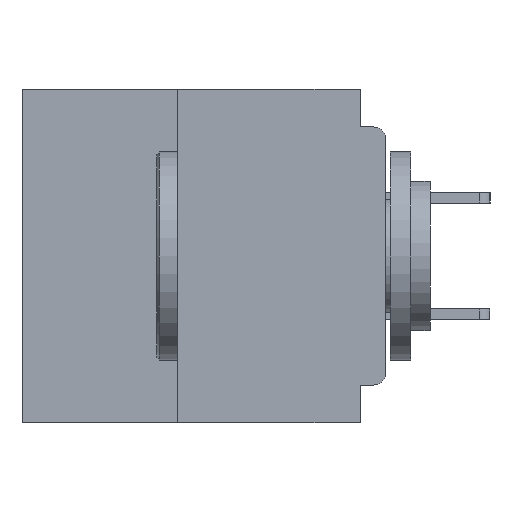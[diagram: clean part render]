
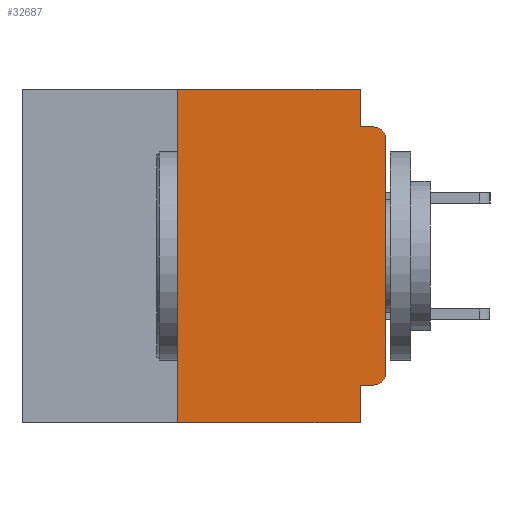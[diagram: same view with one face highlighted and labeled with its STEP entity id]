
A CAD part, left-side view. The second image highlights one B-rep face of the part: STEP entity #32687.
In plain terms, the highlighted planar face has unit normal (-1, 0, 0).
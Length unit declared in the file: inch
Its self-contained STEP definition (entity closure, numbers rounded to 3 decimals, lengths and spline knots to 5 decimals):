
#1844 = CARTESIAN_POINT ( 'NONE',  ( 0., 0.031, -0.4 ) ) ;
#1873 = FACE_OUTER_BOUND ( 'NONE', #30545, .T. ) ;
#2105 = ORIENTED_EDGE ( 'NONE', *, *, #28799, .F. ) ;
#2259 = CARTESIAN_POINT ( 'NONE',  ( 0., 0.437, 0. ) ) ;
#2361 = LINE ( 'NONE', #1844, #34432 ) ;
#2408 = PLANE ( 'NONE',  #11118 ) ;
#2615 = DIRECTION ( 'NONE',  ( 0., 0., -1. ) ) ;
#3073 = DIRECTION ( 'NONE',  ( 0., -1., 0. ) ) ;
#3599 = CARTESIAN_POINT ( 'NONE',  ( 0., 0., -0.355 ) ) ;
#4112 = ORIENTED_EDGE ( 'NONE', *, *, #20332, .F. ) ;
#5058 = ORIENTED_EDGE ( 'NONE', *, *, #5873, .T. ) ;
#5103 = CIRCLE ( 'NONE', #20017, 0.015 ) ;
#5491 = DIRECTION ( 'NONE',  ( 1., 0., 0. ) ) ;
#5518 = CARTESIAN_POINT ( 'NONE',  ( 0., 0.437, 0. ) ) ;
#5534 = CARTESIAN_POINT ( 'NONE',  ( 0., 0.031, -0.4 ) ) ;
#5873 = EDGE_CURVE ( 'NONE', #31112, #27211, #17290, .T. ) ;
#6713 = DIRECTION ( 'NONE',  ( 0., 1., 0. ) ) ;
#7788 = EDGE_CURVE ( 'NONE', #16695, #33978, #2361, .T. ) ;
#7797 = CARTESIAN_POINT ( 'NONE',  ( 0., 0.015, -0.34 ) ) ;
#7894 = LINE ( 'NONE', #5518, #15049 ) ;
#8068 = CARTESIAN_POINT ( 'NONE',  ( 0., 0., 0. ) ) ;
#9788 = CARTESIAN_POINT ( 'NONE',  ( 0., 0., -0.045 ) ) ;
#10000 = VERTEX_POINT ( 'NONE', #21226 ) ;
#10885 = DIRECTION ( 'NONE',  ( 0., 0., -1. ) ) ;
#11118 = AXIS2_PLACEMENT_3D ( 'NONE', #2259, #5491, #26648 ) ;
#11711 = LINE ( 'NONE', #12712, #18748 ) ;
#12157 = CARTESIAN_POINT ( 'NONE',  ( 0., 0.031, 0. ) ) ;
#12687 = LINE ( 'NONE', #21231, #36060 ) ;
#12712 = CARTESIAN_POINT ( 'NONE',  ( 0., 0.25, -0.4 ) ) ;
#12898 = DIRECTION ( 'NONE',  ( 0., -1., 0. ) ) ;
#13207 = CARTESIAN_POINT ( 'NONE',  ( 0., 0.031, 0. ) ) ;
#14205 = DIRECTION ( 'NONE',  ( 0., 0., 1. ) ) ;
#14811 = EDGE_CURVE ( 'NONE', #10000, #15389, #5103, .T. ) ;
#15049 = VECTOR ( 'NONE', #29646, 39.37008 ) ;
#15389 = VERTEX_POINT ( 'NONE', #20164 ) ;
#15479 = ORIENTED_EDGE ( 'NONE', *, *, #7788, .F. ) ;
#15706 = DIRECTION ( 'NONE',  ( 0., 0., 1. ) ) ;
#15761 = DIRECTION ( 'NONE',  ( 0., 0., -1. ) ) ;
#16341 = VERTEX_POINT ( 'NONE', #30733 ) ;
#16621 = EDGE_CURVE ( 'NONE', #15389, #31112, #36501, .T. ) ;
#16695 = VERTEX_POINT ( 'NONE', #28855 ) ;
#17290 = CIRCLE ( 'NONE', #36312, 0.015 ) ;
#17452 = ORIENTED_EDGE ( 'NONE', *, *, #23435, .T. ) ;
#18177 = CARTESIAN_POINT ( 'NONE',  ( 0., 0.25, -0.4 ) ) ;
#18748 = VECTOR ( 'NONE', #15706, 39.37008 ) ;
#19256 = CARTESIAN_POINT ( 'NONE',  ( 0., 0.015, -0.06 ) ) ;
#20017 = AXIS2_PLACEMENT_3D ( 'NONE', #7797, #28871, #10885 ) ;
#20164 = CARTESIAN_POINT ( 'NONE',  ( 0., 0., -0.34 ) ) ;
#20332 = EDGE_CURVE ( 'NONE', #20719, #27211, #24149, .T. ) ;
#20601 = CARTESIAN_POINT ( 'NONE',  ( 0., 0.015, -0.045 ) ) ;
#20719 = VERTEX_POINT ( 'NONE', #26612 ) ;
#21226 = CARTESIAN_POINT ( 'NONE',  ( 0., 0.015, -0.355 ) ) ;
#21231 = CARTESIAN_POINT ( 'NONE',  ( 0., 0.437, -0.4 ) ) ;
#21561 = VERTEX_POINT ( 'NONE', #13207 ) ;
#23195 = VECTOR ( 'NONE', #12898, 39.37008 ) ;
#23435 = EDGE_CURVE ( 'NONE', #26730, #33978, #12687, .T. ) ;
#24131 = EDGE_CURVE ( 'NONE', #26730, #16341, #11711, .T. ) ;
#24149 = LINE ( 'NONE', #9788, #23195 ) ;
#24229 = DIRECTION ( 'NONE',  ( 0., 0., -1. ) ) ;
#25372 = EDGE_CURVE ( 'NONE', #10000, #16695, #37260, .T. ) ;
#26612 = CARTESIAN_POINT ( 'NONE',  ( 0., 0.031, -0.045 ) ) ;
#26648 = DIRECTION ( 'NONE',  ( 0., 0., -1. ) ) ;
#26730 = VERTEX_POINT ( 'NONE', #18177 ) ;
#27211 = VERTEX_POINT ( 'NONE', #20601 ) ;
#28493 = VECTOR ( 'NONE', #6713, 39.37008 ) ;
#28799 = EDGE_CURVE ( 'NONE', #21561, #20719, #38802, .T. ) ;
#28855 = CARTESIAN_POINT ( 'NONE',  ( 0., 0.031, -0.355 ) ) ;
#28871 = DIRECTION ( 'NONE',  ( -1., 0., 0. ) ) ;
#29646 = DIRECTION ( 'NONE',  ( 0., -1., 0. ) ) ;
#30041 = ORIENTED_EDGE ( 'NONE', *, *, #37810, .F. ) ;
#30545 = EDGE_LOOP ( 'NONE', ( #31252, #5058, #4112, #2105, #30041, #31690, #17452, #15479, #36083, #37230 ) ) ;
#30733 = CARTESIAN_POINT ( 'NONE',  ( 0., 0.25, 0. ) ) ;
#31112 = VERTEX_POINT ( 'NONE', #35082 ) ;
#31252 = ORIENTED_EDGE ( 'NONE', *, *, #16621, .T. ) ;
#31690 = ORIENTED_EDGE ( 'NONE', *, *, #24131, .F. ) ;
#31929 = VECTOR ( 'NONE', #24229, 39.37008 ) ;
#32687 = ADVANCED_FACE ( 'NONE', ( #1873 ), #2408, .F. ) ;
#33978 = VERTEX_POINT ( 'NONE', #5534 ) ;
#34432 = VECTOR ( 'NONE', #2615, 39.37008 ) ;
#35082 = CARTESIAN_POINT ( 'NONE',  ( 0., 0., -0.06 ) ) ;
#35570 = VECTOR ( 'NONE', #14205, 39.37008 ) ;
#36060 = VECTOR ( 'NONE', #3073, 39.37008 ) ;
#36083 = ORIENTED_EDGE ( 'NONE', *, *, #25372, .F. ) ;
#36312 = AXIS2_PLACEMENT_3D ( 'NONE', #19256, #36349, #15761 ) ;
#36349 = DIRECTION ( 'NONE',  ( -1., 0., 0. ) ) ;
#36501 = LINE ( 'NONE', #8068, #35570 ) ;
#37230 = ORIENTED_EDGE ( 'NONE', *, *, #14811, .T. ) ;
#37260 = LINE ( 'NONE', #3599, #28493 ) ;
#37810 = EDGE_CURVE ( 'NONE', #16341, #21561, #7894, .T. ) ;
#38802 = LINE ( 'NONE', #12157, #31929 ) ;
